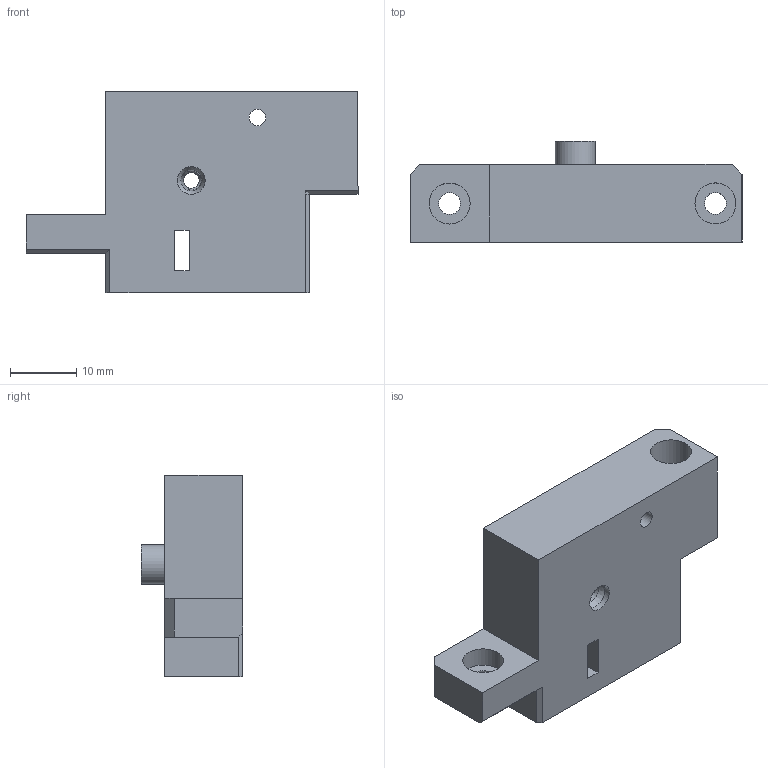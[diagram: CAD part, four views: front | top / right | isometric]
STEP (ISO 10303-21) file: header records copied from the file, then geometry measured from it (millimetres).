
FILE_DESCRIPTION(/* description */ (''),/* implementation_level */ '2;1');
FILE_NAME(/* name */ 'Sensor Housing (1)(Mirror).step',/* time_stamp */ '2019-03-25T10:41:23+01:00',/* author */ (''),/* organization */ (''),/* preprocessor_version */ 'ST-DEVELOPER v17.2',/* originating_system */ 'Autodesk Translation Framework v7.6.0.251',/* authorisation */ '');
FILE_SCHEMA (('AUTOMOTIVE_DESIGN { 1 0 10303 214 3 1 1 }'));
Length unit declared in the file: millimetre
Products named in the file (1): Sensor Housing (1)(Mirror)
Bounding box: 50.23 x 15.3 x 30.5 mm (x, y, z)
Volume: 9932 mm3; surface area: 5651.3 mm2
Topology: 1 solids, 1 shells, 103 faces, 285 edges, 185 vertices
Faces by surface type: plane 64, bspline 16, cylinder 14, cone 4, torus 3, sphere 2
Full cylindrical faces by diameter (mm): 2 x1, 2.4 x1, 2.5 x1, 2.8 x1, 3.3 x2, 4.2 x1, 6 x1, 6.2 x2, 8 x1
Entity records: 4675 total; most frequent: CARTESIAN_POINT 2069, ORIENTED_EDGE 566, DIRECTION 474, EDGE_CURVE 283, VERTEX_POINT 185, LINE 184, VECTOR 184, AXIS2_PLACEMENT_3D 145
